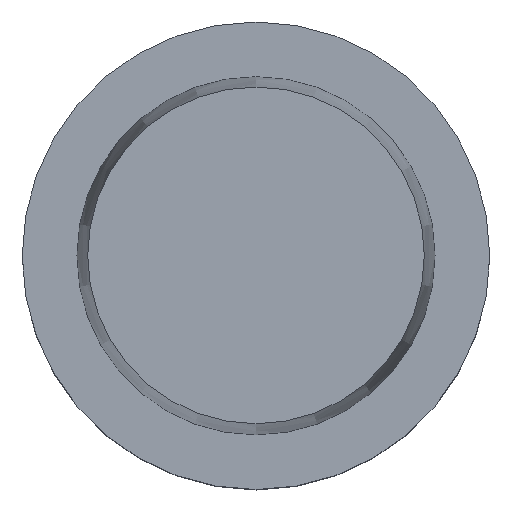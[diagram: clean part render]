
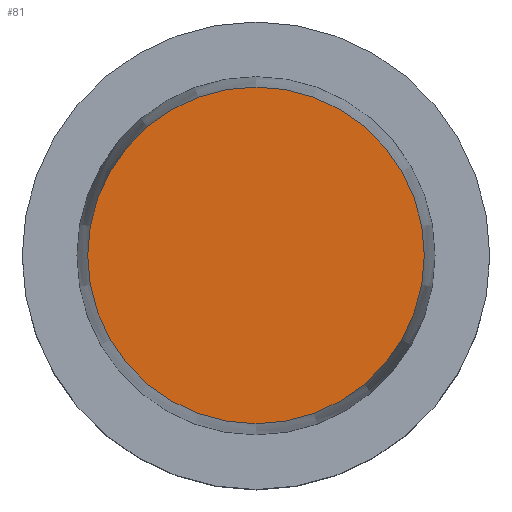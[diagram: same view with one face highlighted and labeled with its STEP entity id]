
A CAD part, top view. The second image highlights one B-rep face of the part: STEP entity #81.
In plain terms, the highlighted planar face has unit normal (0, 0, 1).
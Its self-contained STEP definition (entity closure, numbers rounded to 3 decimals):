
#81=ADVANCED_FACE('',(#112),#113,.T.);
#112=FACE_OUTER_BOUND('',#167,.T.);
#113=PLANE('',#168);
#167=EDGE_LOOP('',(#234));
#168=AXIS2_PLACEMENT_3D('',#235,#236,#237);
#234=ORIENTED_EDGE('',*,*,#304,.F.);
#235=CARTESIAN_POINT('',(0.,9.,25.0));
#236=DIRECTION('',(0.,0.,1.0));
#237=DIRECTION('',(0.,-1.0,0.));
#304=EDGE_CURVE('',#328,#328,#329,.T.);
#328=VERTEX_POINT('',#364);
#329=CIRCLE('',#365,18.);
#364=CARTESIAN_POINT('',(0.,18.,25.0));
#365=AXIS2_PLACEMENT_3D('',#406,#407,#408);
#406=CARTESIAN_POINT('',(0.,0.,25.0));
#407=DIRECTION('',(0.,0.,-1.0));
#408=DIRECTION('',(0.,1.0,0.));
